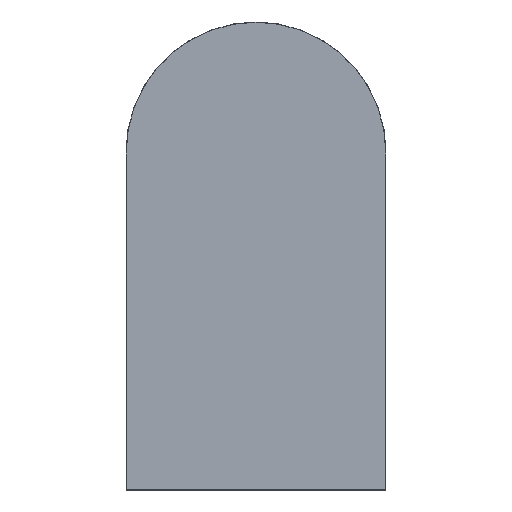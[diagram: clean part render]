
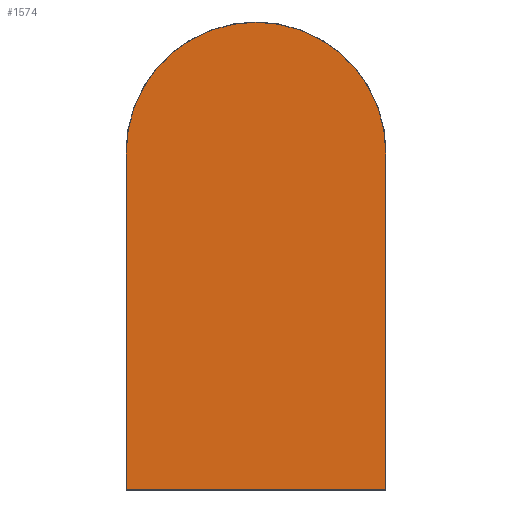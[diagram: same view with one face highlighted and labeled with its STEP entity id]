
A CAD part, top view. The second image highlights one B-rep face of the part: STEP entity #1574.
In plain terms, the highlighted planar face has unit normal (0, 0, 1).
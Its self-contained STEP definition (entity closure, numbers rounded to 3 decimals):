
#81 = EDGE_CURVE ( 'NONE', #586, #1588, #1683, .T. ) ;
#117 = CARTESIAN_POINT ( 'NONE',  ( 250., 650., 4. ) ) ;
#219 = CARTESIAN_POINT ( 'NONE',  ( 250., 650., 4. ) ) ;
#299 = VERTEX_POINT ( 'NONE', #1284 ) ;
#307 = VECTOR ( 'NONE', #682, 1000. ) ;
#314 = EDGE_CURVE ( 'NONE', #414, #299, #578, .T. ) ;
#403 = CARTESIAN_POINT ( 'NONE',  ( 499.5, 650., 4. ) ) ;
#414 = VERTEX_POINT ( 'NONE', #1816 ) ;
#494 = ORIENTED_EDGE ( 'NONE', *, *, #1204, .T. ) ;
#502 = DIRECTION ( 'NONE',  ( 0., 0., 1. ) ) ;
#520 = VECTOR ( 'NONE', #1761, 1000. ) ;
#578 = LINE ( 'NONE', #1584, #733 ) ;
#586 = VERTEX_POINT ( 'NONE', #823 ) ;
#604 = ORIENTED_EDGE ( 'NONE', *, *, #605, .T. ) ;
#605 = EDGE_CURVE ( 'NONE', #1588, #414, #1227, .T. ) ;
#611 = DIRECTION ( 'NONE',  ( 0., -1., 0. ) ) ;
#682 = DIRECTION ( 'NONE',  ( 1., 0., 0. ) ) ;
#733 = VECTOR ( 'NONE', #611, 1000. ) ;
#817 = PLANE ( 'NONE',  #1176 ) ;
#823 = CARTESIAN_POINT ( 'NONE',  ( 499.5, 0.5, 4. ) ) ;
#932 = AXIS2_PLACEMENT_3D ( 'NONE', #219, #502, #1066 ) ;
#959 = ORIENTED_EDGE ( 'NONE', *, *, #81, .T. ) ;
#1065 = EDGE_LOOP ( 'NONE', ( #1540, #494, #959, #604 ) ) ;
#1066 = DIRECTION ( 'NONE',  ( 1., 0., 0. ) ) ;
#1082 = DIRECTION ( 'NONE',  ( 0., 0., 1. ) ) ;
#1176 = AXIS2_PLACEMENT_3D ( 'NONE', #117, #1082, #1627 ) ;
#1204 = EDGE_CURVE ( 'NONE', #299, #586, #1269, .T. ) ;
#1217 = CARTESIAN_POINT ( 'NONE',  ( 499.5, 650., 4. ) ) ;
#1227 = CIRCLE ( 'NONE', #932, 249.5 ) ;
#1269 = LINE ( 'NONE', #1534, #307 ) ;
#1284 = CARTESIAN_POINT ( 'NONE',  ( 0.5, 0.5, 4. ) ) ;
#1534 = CARTESIAN_POINT ( 'NONE',  ( 499.5, 0.5, 4. ) ) ;
#1540 = ORIENTED_EDGE ( 'NONE', *, *, #314, .T. ) ;
#1574 = ADVANCED_FACE ( 'NONE', ( #1679 ), #817, .T. ) ;
#1584 = CARTESIAN_POINT ( 'NONE',  ( 0.5, 0., 4. ) ) ;
#1588 = VERTEX_POINT ( 'NONE', #403 ) ;
#1627 = DIRECTION ( 'NONE',  ( 1., 0., 0. ) ) ;
#1679 = FACE_OUTER_BOUND ( 'NONE', #1065, .T. ) ;
#1683 = LINE ( 'NONE', #1217, #520 ) ;
#1761 = DIRECTION ( 'NONE',  ( 0., 1., 0. ) ) ;
#1816 = CARTESIAN_POINT ( 'NONE',  ( 0.5, 650., 4. ) ) ;
